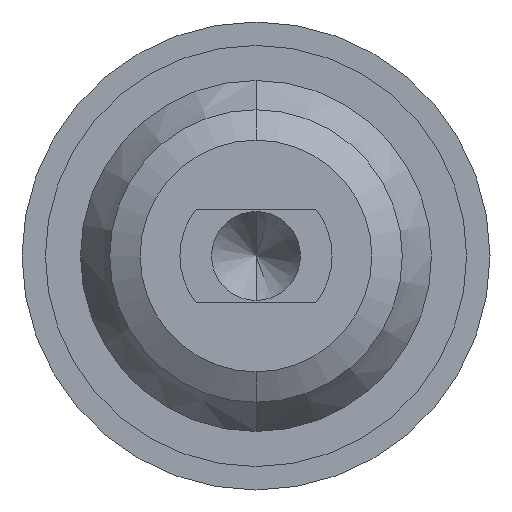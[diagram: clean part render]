
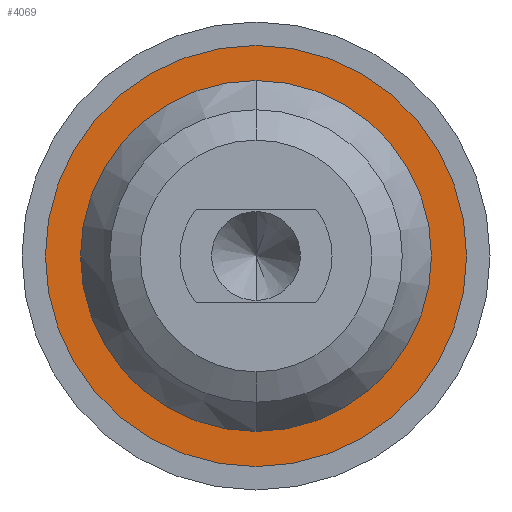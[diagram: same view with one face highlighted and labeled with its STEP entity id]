
A CAD part, front view. The second image highlights one B-rep face of the part: STEP entity #4069.
In plain terms, the highlighted planar face has unit normal (0, -1, 0).
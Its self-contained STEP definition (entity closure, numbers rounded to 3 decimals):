
#299 = CARTESIAN_POINT ( 'NONE',  ( 1.5, 27.8, 0. ) ) ;
#408 = EDGE_LOOP ( 'NONE', ( #4159, #5264 ) ) ;
#710 = DIRECTION ( 'NONE',  ( 0., 0., -1. ) ) ;
#956 = CIRCLE ( 'NONE', #5380, 1.8 ) ;
#1474 = CARTESIAN_POINT ( 'NONE',  ( 0., 27.8, 0. ) ) ;
#1526 = PLANE ( 'NONE',  #3483 ) ;
#1566 = DIRECTION ( 'NONE',  ( 0., -1., 0. ) ) ;
#1811 = CIRCLE ( 'NONE', #2597, 1.8 ) ;
#1822 = DIRECTION ( 'NONE',  ( 0., 0., -1. ) ) ;
#2145 = AXIS2_PLACEMENT_3D ( 'NONE', #5159, #2628, #1822 ) ;
#2274 = ORIENTED_EDGE ( 'NONE', *, *, #5464, .T. ) ;
#2328 = CARTESIAN_POINT ( 'NONE',  ( 0., 27.8, 1.5 ) ) ;
#2536 = FACE_OUTER_BOUND ( 'NONE', #4717, .T. ) ;
#2597 = AXIS2_PLACEMENT_3D ( 'NONE', #1474, #3585, #3571 ) ;
#2628 = DIRECTION ( 'NONE',  ( 0., -1., 0. ) ) ;
#2782 = EDGE_CURVE ( 'Defeature ausgef�hrt4_6+Defeature ausgef�hrt4_5+Defeature ausgef�hrt4_5+Defeature ausgef�hrt4_5', #4562, #3496, #3461, .T. ) ;
#2808 = VERTEX_POINT ( 'NONE', #3268 ) ;
#2883 = AXIS2_PLACEMENT_3D ( 'NONE', #4568, #1566, #710 ) ;
#3196 = DIRECTION ( 'NONE',  ( 0., -1., 0. ) ) ;
#3268 = CARTESIAN_POINT ( 'NONE',  ( 0., 27.8, -1.8 ) ) ;
#3461 = CIRCLE ( 'NONE', #2883, 1.5 ) ;
#3483 = AXIS2_PLACEMENT_3D ( 'NONE', #299, #3196, #4104 ) ;
#3496 = VERTEX_POINT ( 'NONE', #3956 ) ;
#3571 = DIRECTION ( 'NONE',  ( 0., 0., -1. ) ) ;
#3585 = DIRECTION ( 'NONE',  ( 0., -1., 0. ) ) ;
#3956 = CARTESIAN_POINT ( 'NONE',  ( 0., 27.8, -1.5 ) ) ;
#3971 = VERTEX_POINT ( 'NONE', #5279 ) ;
#4069 = ADVANCED_FACE ( 'Defeature ausgef�hrt4_5', ( #2536, #4780 ), #1526, .T. ) ;
#4080 = ORIENTED_EDGE ( 'NONE', *, *, #4822, .T. ) ;
#4104 = DIRECTION ( 'NONE',  ( 0., 0., -1. ) ) ;
#4159 = ORIENTED_EDGE ( 'NONE', *, *, #4683, .F. ) ;
#4562 = VERTEX_POINT ( 'NONE', #2328 ) ;
#4568 = CARTESIAN_POINT ( 'NONE',  ( 0., 27.8, 0. ) ) ;
#4587 = CIRCLE ( 'NONE', #2145, 1.5 ) ;
#4683 = EDGE_CURVE ( 'Defeature ausgef�hrt4_6+Defeature ausgef�hrt4_5+Defeature ausgef�hrt4_5+Defeature ausgef�hrt4_5', #3496, #4562, #4587, .T. ) ;
#4717 = EDGE_LOOP ( 'NONE', ( #4080, #2274 ) ) ;
#4780 = FACE_BOUND ( 'NONE', #408, .T. ) ;
#4822 = EDGE_CURVE ( 'Defeature ausgef�hrt4_5+Defeature ausgef�hrt4_3+Defeature ausgef�hrt4_3+Defeature ausgef�hrt4_3', #2808, #3971, #1811, .T. ) ;
#4943 = CARTESIAN_POINT ( 'NONE',  ( 0., 27.8, 0. ) ) ;
#5159 = CARTESIAN_POINT ( 'NONE',  ( 0., 27.8, 0. ) ) ;
#5264 = ORIENTED_EDGE ( 'NONE', *, *, #2782, .F. ) ;
#5279 = CARTESIAN_POINT ( 'NONE',  ( 0., 27.8, 1.8 ) ) ;
#5311 = DIRECTION ( 'NONE',  ( 0., 0., -1. ) ) ;
#5380 = AXIS2_PLACEMENT_3D ( 'NONE', #4943, #5400, #5311 ) ;
#5400 = DIRECTION ( 'NONE',  ( 0., -1., 0. ) ) ;
#5464 = EDGE_CURVE ( 'Defeature ausgef�hrt4_5+Defeature ausgef�hrt4_3+Defeature ausgef�hrt4_3+Defeature ausgef�hrt4_3', #3971, #2808, #956, .T. ) ;
